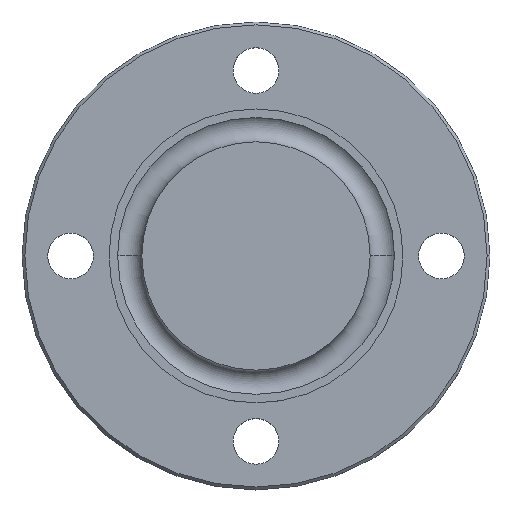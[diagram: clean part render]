
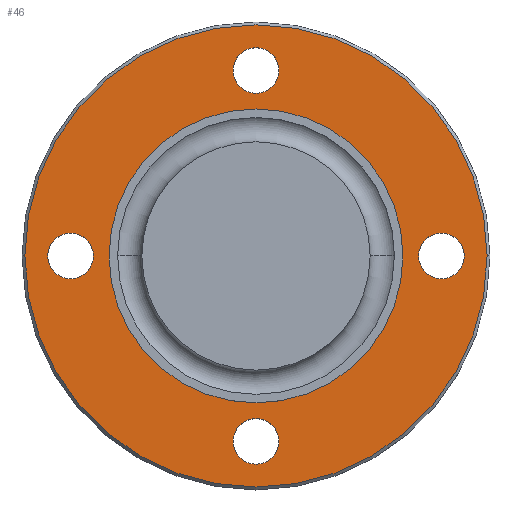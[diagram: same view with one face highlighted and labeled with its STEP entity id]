
A CAD part, top view. The second image highlights one B-rep face of the part: STEP entity #46.
In plain terms, the highlighted planar face has unit normal (0, 0, 1).
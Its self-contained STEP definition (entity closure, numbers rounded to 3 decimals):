
#23 = FACE_BOUND ( 'NONE', #268, .T. ) ;
#26 = DIRECTION ( 'NONE',  ( 1., 0., 0. ) ) ;
#28 = CIRCLE ( 'NONE', #432, 25.75 ) ;
#32 = EDGE_LOOP ( 'NONE', ( #402, #523 ) ) ;
#35 = AXIS2_PLACEMENT_3D ( 'NONE', #485, #540, #144 ) ;
#46 = ADVANCED_FACE ( 'NONE', ( #459, #390, #23, #579, #328, #408 ), #236, .F. ) ;
#49 = DIRECTION ( 'NONE',  ( 0., 0., 1. ) ) ;
#52 = DIRECTION ( 'NONE',  ( 0., 0., 1. ) ) ;
#54 = CIRCLE ( 'NONE', #149, 4. ) ;
#55 = EDGE_CURVE ( 'NONE', #293, #697, #717, .T. ) ;
#64 = CARTESIAN_POINT ( 'NONE',  ( 0., 40.5, 10. ) ) ;
#71 = DIRECTION ( 'NONE',  ( 0., -1., 0. ) ) ;
#80 = CARTESIAN_POINT ( 'NONE',  ( 0., -32.5, 10. ) ) ;
#82 = VERTEX_POINT ( 'NONE', #583 ) ;
#86 = CIRCLE ( 'NONE', #707, 4. ) ;
#91 = CARTESIAN_POINT ( 'NONE',  ( 32.5, 0., 10. ) ) ;
#96 = EDGE_CURVE ( 'NONE', #371, #82, #252, .T. ) ;
#98 = EDGE_CURVE ( 'NONE', #555, #165, #400, .T. ) ;
#102 = EDGE_LOOP ( 'NONE', ( #377, #524 ) ) ;
#126 = AXIS2_PLACEMENT_3D ( 'NONE', #185, #289, #653 ) ;
#127 = AXIS2_PLACEMENT_3D ( 'NONE', #80, #306, #302 ) ;
#128 = EDGE_LOOP ( 'NONE', ( #522, #393 ) ) ;
#138 = ORIENTED_EDGE ( 'NONE', *, *, #96, .F. ) ;
#144 = DIRECTION ( 'NONE',  ( 1., 0., 0. ) ) ;
#149 = AXIS2_PLACEMENT_3D ( 'NONE', #644, #300, #182 ) ;
#153 = EDGE_CURVE ( 'NONE', #337, #183, #410, .T. ) ;
#159 = AXIS2_PLACEMENT_3D ( 'NONE', #572, #278, #178 ) ;
#160 = CIRCLE ( 'NONE', #35, 40.5 ) ;
#161 = DIRECTION ( 'NONE',  ( 0., -1., 0. ) ) ;
#165 = VERTEX_POINT ( 'NONE', #449 ) ;
#166 = DIRECTION ( 'NONE',  ( 1., 0., 0. ) ) ;
#172 = CIRCLE ( 'NONE', #695, 4. ) ;
#178 = DIRECTION ( 'NONE',  ( 0., 1., 0. ) ) ;
#179 = ORIENTED_EDGE ( 'NONE', *, *, #286, .F. ) ;
#181 = CIRCLE ( 'NONE', #430, 4. ) ;
#182 = DIRECTION ( 'NONE',  ( 0., 1., 0. ) ) ;
#183 = VERTEX_POINT ( 'NONE', #228 ) ;
#185 = CARTESIAN_POINT ( 'NONE',  ( 0., 0., 10. ) ) ;
#206 = AXIS2_PLACEMENT_3D ( 'NONE', #561, #49, #611 ) ;
#228 = CARTESIAN_POINT ( 'NONE',  ( -32.5, -4., 10. ) ) ;
#236 = PLANE ( 'NONE',  #321 ) ;
#238 = CARTESIAN_POINT ( 'NONE',  ( 32.5, 0., 10. ) ) ;
#239 = AXIS2_PLACEMENT_3D ( 'NONE', #91, #269, #161 ) ;
#247 = CARTESIAN_POINT ( 'NONE',  ( 0., 32.5, 10. ) ) ;
#252 = CIRCLE ( 'NONE', #206, 25.75 ) ;
#268 = EDGE_LOOP ( 'NONE', ( #179, #574 ) ) ;
#269 = DIRECTION ( 'NONE',  ( 0., 0., 1. ) ) ;
#278 = DIRECTION ( 'NONE',  ( 0., 0., 1. ) ) ;
#279 = CIRCLE ( 'NONE', #127, 4. ) ;
#284 = EDGE_CURVE ( 'NONE', #682, #414, #172, .T. ) ;
#286 = EDGE_CURVE ( 'NONE', #165, #555, #361, .T. ) ;
#289 = DIRECTION ( 'NONE',  ( 0., 0., 1. ) ) ;
#293 = VERTEX_POINT ( 'NONE', #463 ) ;
#300 = DIRECTION ( 'NONE',  ( 0., 0., 1. ) ) ;
#302 = DIRECTION ( 'NONE',  ( -1., 0., 0. ) ) ;
#306 = DIRECTION ( 'NONE',  ( 0., 0., 1. ) ) ;
#308 = EDGE_CURVE ( 'NONE', #183, #337, #54, .T. ) ;
#310 = CARTESIAN_POINT ( 'NONE',  ( -4., 32.5, 10. ) ) ;
#321 = AXIS2_PLACEMENT_3D ( 'NONE', #64, #464, #565 ) ;
#328 = FACE_BOUND ( 'NONE', #613, .T. ) ;
#337 = VERTEX_POINT ( 'NONE', #490 ) ;
#342 = EDGE_CURVE ( 'NONE', #82, #371, #28, .T. ) ;
#357 = VERTEX_POINT ( 'NONE', #426 ) ;
#359 = DIRECTION ( 'NONE',  ( 0., 0., 1. ) ) ;
#361 = CIRCLE ( 'NONE', #704, 4. ) ;
#367 = CARTESIAN_POINT ( 'NONE',  ( -4., -32.5, 10. ) ) ;
#371 = VERTEX_POINT ( 'NONE', #374 ) ;
#374 = CARTESIAN_POINT ( 'NONE',  ( 25.75, 0., 10. ) ) ;
#377 = ORIENTED_EDGE ( 'NONE', *, *, #153, .F. ) ;
#390 = FACE_BOUND ( 'NONE', #128, .T. ) ;
#393 = ORIENTED_EDGE ( 'NONE', *, *, #458, .F. ) ;
#395 = EDGE_CURVE ( 'NONE', #414, #682, #181, .T. ) ;
#400 = CIRCLE ( 'NONE', #239, 4. ) ;
#402 = ORIENTED_EDGE ( 'NONE', *, *, #694, .T. ) ;
#406 = DIRECTION ( 'NONE',  ( 0., 0., 1. ) ) ;
#408 = FACE_OUTER_BOUND ( 'NONE', #32, .T. ) ;
#410 = CIRCLE ( 'NONE', #159, 4. ) ;
#414 = VERTEX_POINT ( 'NONE', #614 ) ;
#426 = CARTESIAN_POINT ( 'NONE',  ( 4., -32.5, 10. ) ) ;
#430 = AXIS2_PLACEMENT_3D ( 'NONE', #688, #52, #166 ) ;
#432 = AXIS2_PLACEMENT_3D ( 'NONE', #486, #478, #661 ) ;
#447 = ORIENTED_EDGE ( 'NONE', *, *, #284, .F. ) ;
#449 = CARTESIAN_POINT ( 'NONE',  ( 32.5, -4., 10. ) ) ;
#458 = EDGE_CURVE ( 'NONE', #357, #687, #279, .T. ) ;
#459 = FACE_BOUND ( 'NONE', #102, .T. ) ;
#463 = CARTESIAN_POINT ( 'NONE',  ( 40.5, 0., 10. ) ) ;
#464 = DIRECTION ( 'NONE',  ( 0., 0., -1. ) ) ;
#466 = DIRECTION ( 'NONE',  ( -1., 0., 0. ) ) ;
#475 = DIRECTION ( 'NONE',  ( 0., 0., 1. ) ) ;
#478 = DIRECTION ( 'NONE',  ( 0., 0., 1. ) ) ;
#481 = EDGE_CURVE ( 'NONE', #687, #357, #86, .T. ) ;
#485 = CARTESIAN_POINT ( 'NONE',  ( 0., 0., 10. ) ) ;
#486 = CARTESIAN_POINT ( 'NONE',  ( 0., 0., 10. ) ) ;
#490 = CARTESIAN_POINT ( 'NONE',  ( -32.5, 4., 10. ) ) ;
#511 = ORIENTED_EDGE ( 'NONE', *, *, #342, .F. ) ;
#522 = ORIENTED_EDGE ( 'NONE', *, *, #481, .F. ) ;
#523 = ORIENTED_EDGE ( 'NONE', *, *, #55, .T. ) ;
#524 = ORIENTED_EDGE ( 'NONE', *, *, #308, .F. ) ;
#527 = CARTESIAN_POINT ( 'NONE',  ( 0., -32.5, 10. ) ) ;
#540 = DIRECTION ( 'NONE',  ( 0., 0., 1. ) ) ;
#555 = VERTEX_POINT ( 'NONE', #618 ) ;
#561 = CARTESIAN_POINT ( 'NONE',  ( 0., 0., 10. ) ) ;
#565 = DIRECTION ( 'NONE',  ( -1., 0., 0. ) ) ;
#572 = CARTESIAN_POINT ( 'NONE',  ( -32.5, 0., 10. ) ) ;
#574 = ORIENTED_EDGE ( 'NONE', *, *, #98, .F. ) ;
#579 = FACE_BOUND ( 'NONE', #610, .T. ) ;
#583 = CARTESIAN_POINT ( 'NONE',  ( -25.75, 0., 10. ) ) ;
#610 = EDGE_LOOP ( 'NONE', ( #616, #447 ) ) ;
#611 = DIRECTION ( 'NONE',  ( 1., 0., 0. ) ) ;
#613 = EDGE_LOOP ( 'NONE', ( #138, #511 ) ) ;
#614 = CARTESIAN_POINT ( 'NONE',  ( 4., 32.5, 10. ) ) ;
#616 = ORIENTED_EDGE ( 'NONE', *, *, #395, .F. ) ;
#618 = CARTESIAN_POINT ( 'NONE',  ( 32.5, 4., 10. ) ) ;
#644 = CARTESIAN_POINT ( 'NONE',  ( -32.5, 0., 10. ) ) ;
#653 = DIRECTION ( 'NONE',  ( 1., 0., 0. ) ) ;
#661 = DIRECTION ( 'NONE',  ( 1., 0., 0. ) ) ;
#682 = VERTEX_POINT ( 'NONE', #310 ) ;
#687 = VERTEX_POINT ( 'NONE', #367 ) ;
#688 = CARTESIAN_POINT ( 'NONE',  ( 0., 32.5, 10. ) ) ;
#694 = EDGE_CURVE ( 'NONE', #697, #293, #160, .T. ) ;
#695 = AXIS2_PLACEMENT_3D ( 'NONE', #247, #406, #26 ) ;
#697 = VERTEX_POINT ( 'NONE', #723 ) ;
#704 = AXIS2_PLACEMENT_3D ( 'NONE', #238, #475, #71 ) ;
#707 = AXIS2_PLACEMENT_3D ( 'NONE', #527, #359, #466 ) ;
#717 = CIRCLE ( 'NONE', #126, 40.5 ) ;
#723 = CARTESIAN_POINT ( 'NONE',  ( -40.5, 0., 10. ) ) ;
